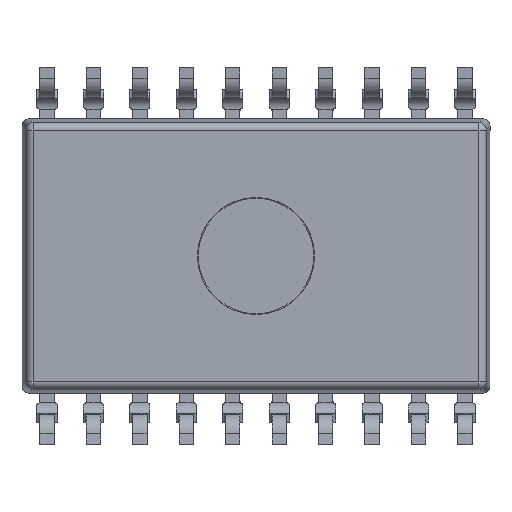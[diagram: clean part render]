
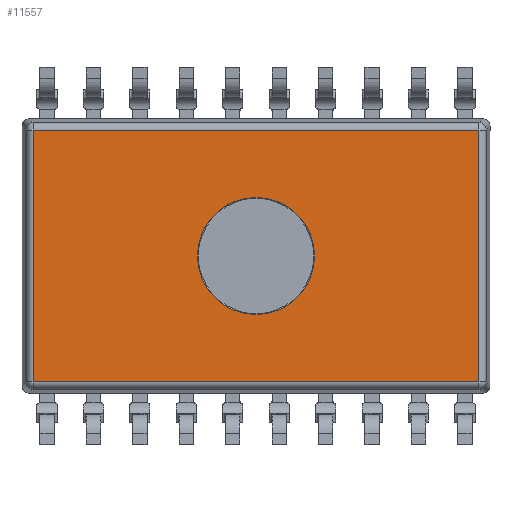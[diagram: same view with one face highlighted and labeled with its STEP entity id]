
A CAD part, front view. The second image highlights one B-rep face of the part: STEP entity #11557.
In plain terms, the highlighted face is planar.
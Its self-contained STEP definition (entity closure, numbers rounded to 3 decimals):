
#173 = ORIENTED_EDGE ( 'NONE', *, *, #21547, .T. ) ;
#354 = DIRECTION ( 'NONE',  ( 0., 0., -1. ) ) ;
#624 = AXIS2_PLACEMENT_3D ( 'NONE', #5629, #18194, #20042 ) ;
#701 = ORIENTED_EDGE ( 'NONE', *, *, #17919, .F. ) ;
#875 = AXIS2_PLACEMENT_3D ( 'NONE', #22284, #7006, #16612 ) ;
#1407 = DIRECTION ( 'NONE',  ( 1., 0., 0. ) ) ;
#1981 = DIRECTION ( 'NONE',  ( 0., 0., 1. ) ) ;
#2052 = CIRCLE ( 'NONE', #875, 1.6 ) ;
#2332 = VECTOR ( 'NONE', #15585, 1000. ) ;
#3212 = EDGE_CURVE ( 'NONE', #11540, #6576, #14087, .T. ) ;
#4056 = ORIENTED_EDGE ( 'NONE', *, *, #17546, .T. ) ;
#4820 = ORIENTED_EDGE ( 'NONE', *, *, #17284, .F. ) ;
#4898 = EDGE_LOOP ( 'NONE', ( #173, #20900, #17843, #4056 ) ) ;
#5629 = CARTESIAN_POINT ( 'NONE',  ( 0., 1.043, 0. ) ) ;
#6501 = VERTEX_POINT ( 'NONE', #8108 ) ;
#6576 = VERTEX_POINT ( 'NONE', #24004 ) ;
#7006 = DIRECTION ( 'NONE',  ( 0., 1., 0. ) ) ;
#7069 = CARTESIAN_POINT ( 'NONE',  ( 0., 1.043, -0.305 ) ) ;
#7656 = CARTESIAN_POINT ( 'NONE',  ( 6.4, 1.043, -3.75 ) ) ;
#8081 = CARTESIAN_POINT ( 'NONE',  ( 0.305, 1.043, 0. ) ) ;
#8108 = CARTESIAN_POINT ( 'NONE',  ( 6.4, 1.043, -2.15 ) ) ;
#9311 = PLANE ( 'NONE',  #624 ) ;
#10368 = EDGE_CURVE ( 'NONE', #6576, #14658, #15953, .T. ) ;
#10494 = VERTEX_POINT ( 'NONE', #18292 ) ;
#11331 = VERTEX_POINT ( 'NONE', #24075 ) ;
#11540 = VERTEX_POINT ( 'NONE', #24012 ) ;
#11557 = ADVANCED_FACE ( 'NONE', ( #13016, #14482 ), #9311, .F. ) ;
#12060 = VECTOR ( 'NONE', #20123, 1000. ) ;
#12478 = LINE ( 'NONE', #7069, #16628 ) ;
#13016 = FACE_BOUND ( 'NONE', #14832, .T. ) ;
#13101 = AXIS2_PLACEMENT_3D ( 'NONE', #7656, #22683, #1981 ) ;
#14087 = LINE ( 'NONE', #23588, #12060 ) ;
#14482 = FACE_OUTER_BOUND ( 'NONE', #4898, .T. ) ;
#14658 = VERTEX_POINT ( 'NONE', #18386 ) ;
#14832 = EDGE_LOOP ( 'NONE', ( #4820, #701 ) ) ;
#15585 = DIRECTION ( 'NONE',  ( 0., 0., 1. ) ) ;
#15953 = LINE ( 'NONE', #8081, #2332 ) ;
#16612 = DIRECTION ( 'NONE',  ( 0., 0., 1. ) ) ;
#16628 = VECTOR ( 'NONE', #1407, 1000. ) ;
#17284 = EDGE_CURVE ( 'NONE', #6501, #10494, #2052, .T. ) ;
#17362 = LINE ( 'NONE', #22781, #22669 ) ;
#17546 = EDGE_CURVE ( 'NONE', #14658, #11331, #12478, .T. ) ;
#17843 = ORIENTED_EDGE ( 'NONE', *, *, #10368, .T. ) ;
#17919 = EDGE_CURVE ( 'NONE', #10494, #6501, #18220, .T. ) ;
#18194 = DIRECTION ( 'NONE',  ( 0., -1., 0. ) ) ;
#18220 = CIRCLE ( 'NONE', #13101, 1.6 ) ;
#18292 = CARTESIAN_POINT ( 'NONE',  ( 6.4, 1.043, -5.35 ) ) ;
#18386 = CARTESIAN_POINT ( 'NONE',  ( 0.305, 1.043, -0.305 ) ) ;
#20042 = DIRECTION ( 'NONE',  ( 0., 0., -1. ) ) ;
#20123 = DIRECTION ( 'NONE',  ( -1., 0., 0. ) ) ;
#20900 = ORIENTED_EDGE ( 'NONE', *, *, #3212, .T. ) ;
#21547 = EDGE_CURVE ( 'NONE', #11331, #11540, #17362, .T. ) ;
#22284 = CARTESIAN_POINT ( 'NONE',  ( 6.4, 1.043, -3.75 ) ) ;
#22669 = VECTOR ( 'NONE', #354, 1000. ) ;
#22683 = DIRECTION ( 'NONE',  ( 0., 1., 0. ) ) ;
#22781 = CARTESIAN_POINT ( 'NONE',  ( 12.495, 1.043, 0. ) ) ;
#23588 = CARTESIAN_POINT ( 'NONE',  ( 0., 1.043, -7.195 ) ) ;
#24004 = CARTESIAN_POINT ( 'NONE',  ( 0.305, 1.043, -7.195 ) ) ;
#24012 = CARTESIAN_POINT ( 'NONE',  ( 12.495, 1.043, -7.195 ) ) ;
#24075 = CARTESIAN_POINT ( 'NONE',  ( 12.495, 1.043, -0.305 ) ) ;
